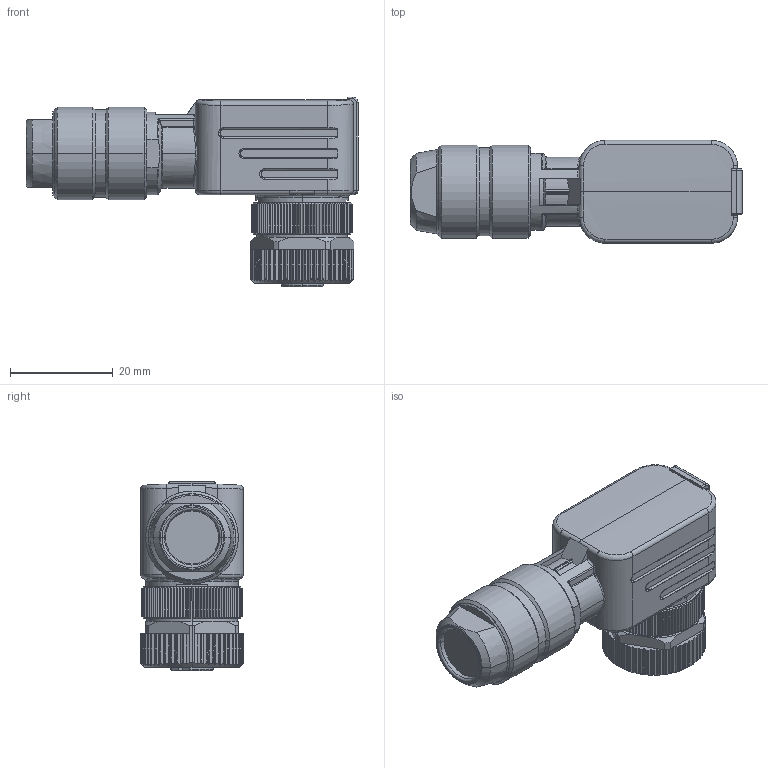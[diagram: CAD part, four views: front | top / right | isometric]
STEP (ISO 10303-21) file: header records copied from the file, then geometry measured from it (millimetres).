
FILE_DESCRIPTION((''),'2;1');
FILE_NAME('CAD-8066','2021-11-25T15:11:59',('creinig-se'),(''),'CREO PARAMETRIC BY PTC INC, 2019292','CREO PARAMETRIC BY PTC INC, 2019292','');
FILE_SCHEMA(('CONFIG_CONTROL_DESIGN','SHAPE_APPEARANCE_LAYERS_GROUPS'));
Length unit declared in the file: millimetre
Products named in the file (1): CAD-8066
Bounding box: 64.7 x 20.16 x 37 mm (x, y, z)
Volume: 22645.6 mm3; surface area: 6847.4 mm2
Topology: 1 solids, 1 shells, 1034 faces, 2572 edges, 1549 vertices
Faces by surface type: plane 427, cylinder 307, cone 240, torus 40, bspline 18, sphere 2
Entity records: 41690 total; most frequent: CARTESIAN_POINT 9571, ORIENTED_EDGE 5132, DIRECTION 4742, PRESENTATION_STYLE_ASSIGNMENT 2629, STYLED_ITEM 2567, CURVE_STYLE 2566, EDGE_CURVE 2566, AXIS2_PLACEMENT_3D 1871
